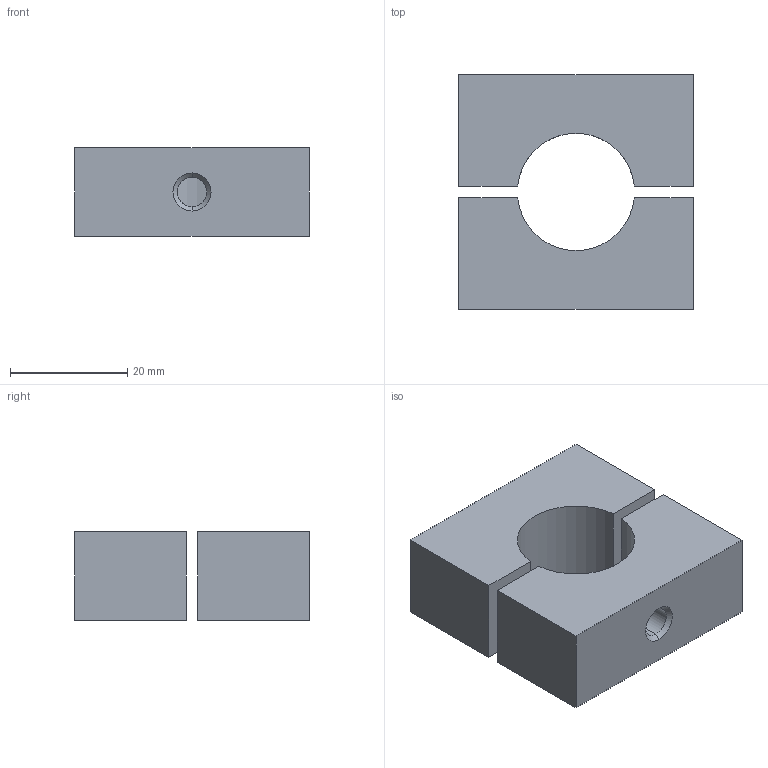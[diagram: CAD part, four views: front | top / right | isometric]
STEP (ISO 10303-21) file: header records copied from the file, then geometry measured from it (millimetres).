
FILE_DESCRIPTION (( 'STEP AP203' ), '1' );
FILE_NAME ('B2-HD.STEP', '2011-12-20T13:22:18', ( '' ), ( '' ), 'SwSTEP 2.0', 'SolidWorks 2010', '' );
FILE_SCHEMA (( 'CONFIG_CONTROL_DESIGN' ));
Length unit declared in the file: millimetre
Products named in the file (1): B2-HD
Bounding box: 40 x 40 x 15 mm (x, y, z)
Volume: 18483.9 mm3; surface area: 6430.9 mm2
Topology: 2 solids, 2 shells, 20 faces, 46 edges, 30 vertices
Faces by surface type: plane 14, cylinder 4, cone 2
Entity records: 697 total; most frequent: CARTESIAN_POINT 157, DIRECTION 94, ORIENTED_EDGE 92, EDGE_CURVE 46, LINE 36, VECTOR 36, VERTEX_POINT 30, AXIS2_PLACEMENT_3D 29
